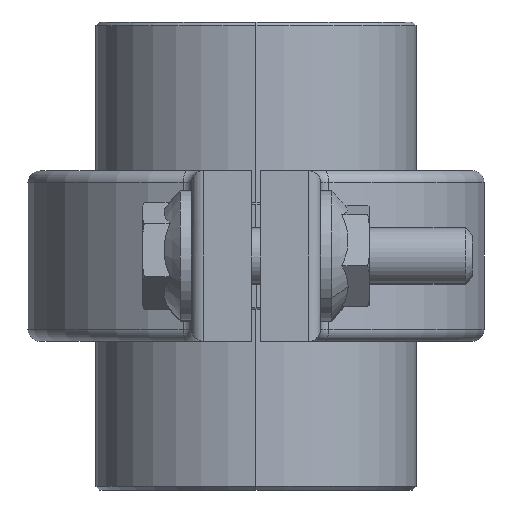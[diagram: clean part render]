
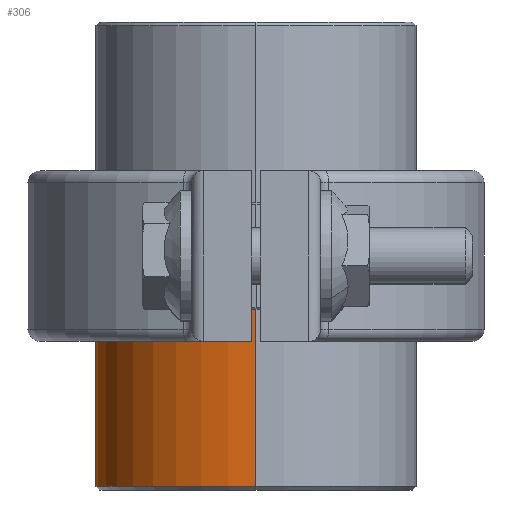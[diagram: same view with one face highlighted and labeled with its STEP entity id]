
A CAD part, left-side view. The second image highlights one B-rep face of the part: STEP entity #306.
In plain terms, the highlighted cylindrical face has radius 17.1 mm (diameter 34.2 mm), a partial arc.
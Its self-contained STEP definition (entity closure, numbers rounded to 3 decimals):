
#220 = VERTEX_POINT ( 'NONE', #3365 ) ;
#230 = ORIENTED_EDGE ( 'NONE', *, *, #231, .T. ) ;
#231 = EDGE_CURVE ( 'NONE', #327, #326, #3465, .T. ) ;
#242 = EDGE_CURVE ( 'NONE', #263, #220, #3473, .T. ) ;
#263 = VERTEX_POINT ( 'NONE', #3486 ) ;
#302 = EDGE_LOOP ( 'NONE', ( #230, #325, #320, #321 ) ) ;
#306 = ADVANCED_FACE ( 'NONE', ( #3560 ), #3583, .T. ) ;
#319 = EDGE_CURVE ( 'NONE', #326, #263, #3584, .T. ) ;
#320 = ORIENTED_EDGE ( 'NONE', *, *, #242, .T. ) ;
#321 = ORIENTED_EDGE ( 'NONE', *, *, #322, .F. ) ;
#322 = EDGE_CURVE ( 'NONE', #327, #220, #3591, .T. ) ;
#325 = ORIENTED_EDGE ( 'NONE', *, *, #319, .T. ) ;
#326 = VERTEX_POINT ( 'NONE', #3648 ) ;
#327 = VERTEX_POINT ( 'NONE', #3640 ) ;
#3365 = CARTESIAN_POINT ( 'NONE',  ( 17.1, 0., 24.6 ) ) ;
#3462 = DIRECTION ( 'NONE',  ( 1., 0., 0. ) ) ;
#3463 = DIRECTION ( 'NONE',  ( 0., 0., 1. ) ) ;
#3464 = AXIS2_PLACEMENT_3D ( 'NONE', #3475, #3463, #3462 ) ;
#3465 = CIRCLE ( 'NONE', #3464, 17.1 ) ;
#3469 = DIRECTION ( 'NONE',  ( -1., 0., 0. ) ) ;
#3470 = DIRECTION ( 'NONE',  ( 0., 0., -1. ) ) ;
#3471 = CARTESIAN_POINT ( 'NONE',  ( 0., 0., 24.6 ) ) ;
#3472 = AXIS2_PLACEMENT_3D ( 'NONE', #3471, #3470, #3469 ) ;
#3473 = CIRCLE ( 'NONE', #3472, 17.1 ) ;
#3475 = CARTESIAN_POINT ( 'NONE',  ( 0., 0., 5.664 ) ) ;
#3486 = CARTESIAN_POINT ( 'NONE',  ( -17.1, 0., 24.6 ) ) ;
#3560 = FACE_OUTER_BOUND ( 'NONE', #302, .T. ) ;
#3578 = DIRECTION ( 'NONE',  ( 1., 0., 0. ) ) ;
#3579 = DIRECTION ( 'NONE',  ( 0., 0., 1. ) ) ;
#3580 = CARTESIAN_POINT ( 'NONE',  ( 0., 0., 25. ) ) ;
#3581 = AXIS2_PLACEMENT_3D ( 'NONE', #3580, #3579, #3578 ) ;
#3583 = CYLINDRICAL_SURFACE ( 'NONE', #3581, 17.1 ) ;
#3584 = LINE ( 'NONE', #3587, #3586 ) ;
#3585 = DIRECTION ( 'NONE',  ( 0., 0., 1. ) ) ;
#3586 = VECTOR ( 'NONE', #3585, 1000. ) ;
#3587 = CARTESIAN_POINT ( 'NONE',  ( -17.1, 0., 25. ) ) ;
#3588 = DIRECTION ( 'NONE',  ( 0., 0., 1. ) ) ;
#3589 = VECTOR ( 'NONE', #3588, 1000. ) ;
#3590 = CARTESIAN_POINT ( 'NONE',  ( 17.1, 0., 25. ) ) ;
#3591 = LINE ( 'NONE', #3590, #3589 ) ;
#3640 = CARTESIAN_POINT ( 'NONE',  ( 17.1, 0., 5.664 ) ) ;
#3648 = CARTESIAN_POINT ( 'NONE',  ( -17.1, 0., 5.664 ) ) ;
